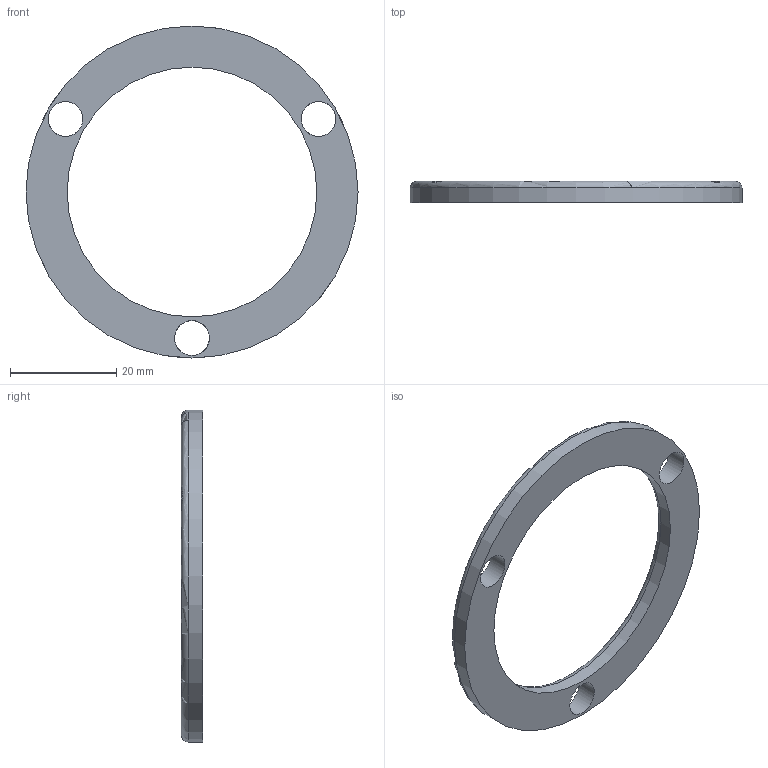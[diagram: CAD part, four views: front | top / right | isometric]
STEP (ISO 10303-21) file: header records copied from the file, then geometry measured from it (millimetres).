
FILE_DESCRIPTION(/* description */ (''),/* implementation_level */ '2;1');
FILE_NAME(/* name */ 'BasicRing v3.step',/* time_stamp */ '2023-09-28T22:45:31-04:00',/* author */ (''),/* organization */ (''),/* preprocessor_version */ 'ST-DEVELOPER v20',/* originating_system */ 'Autodesk Translation Framework v12.14.0.127',/* authorisation */ '');
FILE_SCHEMA (('AUTOMOTIVE_DESIGN { 1 0 10303 214 3 1 1 }'));
Length unit declared in the file: millimetre
Products named in the file (1): BasicRing
Bounding box: 62.5 x 4 x 62.5 mm (x, y, z)
Volume: 4790.9 mm3; surface area: 3882.7 mm2
Topology: 1 solids, 1 shells, 11 faces, 39 edges, 26 vertices
Faces by surface type: cylinder 5, plane 4, torus 2
Full cylindrical faces by diameter (mm): 6.55 x3, 47 x1, 62.5 x1
Entity records: 550 total; most frequent: CARTESIAN_POINT 152, DIRECTION 83, ORIENTED_EDGE 78, EDGE_CURVE 39, AXIS2_PLACEMENT_3D 39, CIRCLE 27, VERTEX_POINT 26, EDGE_LOOP 15
